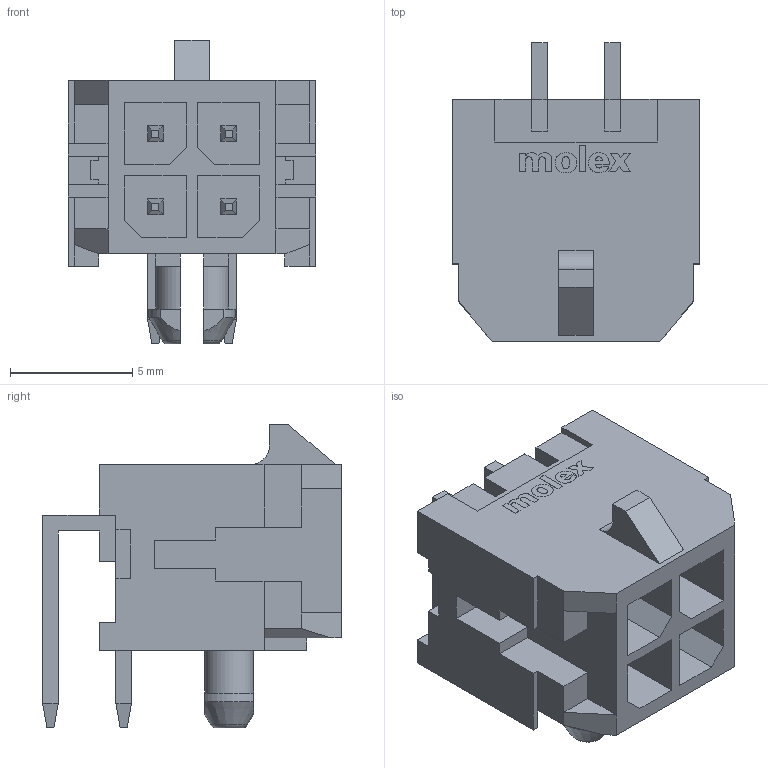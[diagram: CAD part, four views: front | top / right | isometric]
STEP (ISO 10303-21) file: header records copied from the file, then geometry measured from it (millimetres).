
FILE_DESCRIPTION(/* description */ (''),/* implementation_level */ '2;1');
FILE_NAME(/* name */ 'Molex 43045-0402.stp',/* time_stamp */ '2021-09-21T20:13:28-04:00',/* author */ ('Alx'),/* organization */ (''),/* preprocessor_version */ 'ST-DEVELOPER v18.1',/* originating_system */ 'Autodesk Inventor 2021',/* authorisation */ '');
FILE_SCHEMA (('AUTOMOTIVE_DESIGN { 1 0 10303 214 3 1 1 }'));
Length unit declared in the file: millimetre
Products named in the file (2): Ensamblaje2; 430450402
Assembly tree (1 placements, depth 2):
  Ensamblaje2
    430450402
Bounding box: 10.15 x 12.24 x 12.45 mm (x, y, z)
Volume: 481.7 mm3; surface area: 1035.4 mm2
Topology: 14 solids, 14 shells, 366 faces, 948 edges, 615 vertices
Faces by surface type: plane 302, bspline 55, cylinder 5, cone 2, torus 2
Entity records: 11219 total; most frequent: CARTESIAN_POINT 2439, ORIENTED_EDGE 1896, DIRECTION 1598, EDGE_CURVE 948, LINE 814, VECTOR 814, VERTEX_POINT 615, AXIS2_PLACEMENT_3D 392
